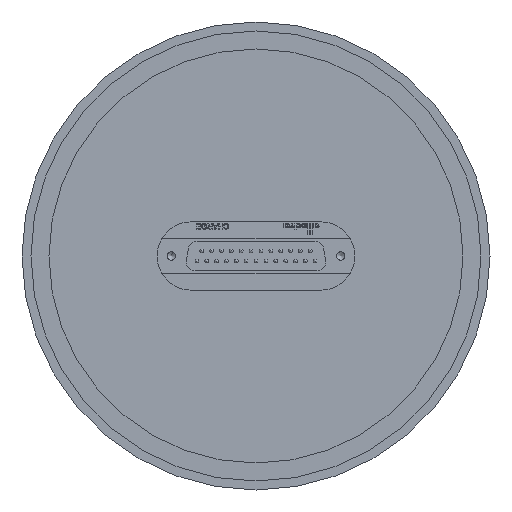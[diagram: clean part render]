
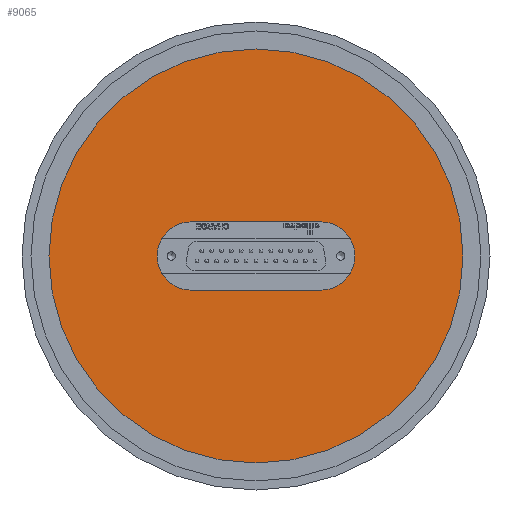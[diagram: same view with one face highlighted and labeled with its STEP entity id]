
A CAD part, front view. The second image highlights one B-rep face of the part: STEP entity #9065.
In plain terms, the highlighted planar face has unit normal (0, -1, 0).
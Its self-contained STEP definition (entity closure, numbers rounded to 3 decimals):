
#646 = EDGE_LOOP ( 'NONE', ( #6206, #9923 ) ) ;
#1140 = CIRCLE ( 'NONE', #11056, 9.5 ) ;
#1782 = EDGE_CURVE ( 'NONE', #5118, #4232, #1140, .T. ) ;
#2184 = VERTEX_POINT ( 'NONE', #5480 ) ;
#2441 = FACE_OUTER_BOUND ( 'NONE', #646, .T. ) ;
#2506 = PLANE ( 'NONE',  #4297 ) ;
#2540 = ORIENTED_EDGE ( 'NONE', *, *, #1782, .T. ) ;
#2557 = CIRCLE ( 'NONE', #8502, 9.5 ) ;
#3365 = DIRECTION ( 'NONE',  ( 0., -1., 0. ) ) ;
#3499 = CARTESIAN_POINT ( 'NONE',  ( -18., -12., -9.5 ) ) ;
#3887 = AXIS2_PLACEMENT_3D ( 'NONE', #4414, #3365, #10813 ) ;
#4033 = EDGE_CURVE ( 'NONE', #4690, #5118, #7360, .T. ) ;
#4232 = VERTEX_POINT ( 'NONE', #4477 ) ;
#4297 = AXIS2_PLACEMENT_3D ( 'NONE', #10004, #7223, #7355 ) ;
#4414 = CARTESIAN_POINT ( 'NONE',  ( 0., -12., 0. ) ) ;
#4477 = CARTESIAN_POINT ( 'NONE',  ( -18., -12., 9.5 ) ) ;
#4485 = FACE_BOUND ( 'NONE', #10157, .T. ) ;
#4574 = CARTESIAN_POINT ( 'NONE',  ( 18., -12., 0. ) ) ;
#4690 = VERTEX_POINT ( 'NONE', #11893 ) ;
#4991 = EDGE_CURVE ( 'NONE', #4232, #2184, #8622, .T. ) ;
#5118 = VERTEX_POINT ( 'NONE', #5139 ) ;
#5139 = CARTESIAN_POINT ( 'NONE',  ( -18., -12., -9.5 ) ) ;
#5480 = CARTESIAN_POINT ( 'NONE',  ( 18., -12., 9.5 ) ) ;
#6040 = DIRECTION ( 'NONE',  ( 0., -1., 0. ) ) ;
#6206 = ORIENTED_EDGE ( 'NONE', *, *, #12064, .T. ) ;
#6242 = VERTEX_POINT ( 'NONE', #8768 ) ;
#6563 = DIRECTION ( 'NONE',  ( 0., 0., 1. ) ) ;
#6937 = CIRCLE ( 'NONE', #8705, 57.5 ) ;
#7223 = DIRECTION ( 'NONE',  ( 0., -1., 0. ) ) ;
#7355 = DIRECTION ( 'NONE',  ( 0., 0., -1. ) ) ;
#7360 = LINE ( 'NONE', #3499, #9972 ) ;
#7496 = DIRECTION ( 'NONE',  ( 0., 0., 1. ) ) ;
#7708 = CARTESIAN_POINT ( 'NONE',  ( -18., -12., 9.5 ) ) ;
#7946 = EDGE_CURVE ( 'NONE', #6242, #11068, #8047, .T. ) ;
#8047 = CIRCLE ( 'NONE', #3887, 57.5 ) ;
#8476 = DIRECTION ( 'NONE',  ( 0., 1., 0. ) ) ;
#8502 = AXIS2_PLACEMENT_3D ( 'NONE', #4574, #9355, #7496 ) ;
#8622 = LINE ( 'NONE', #7708, #10789 ) ;
#8661 = ORIENTED_EDGE ( 'NONE', *, *, #11318, .T. ) ;
#8705 = AXIS2_PLACEMENT_3D ( 'NONE', #8906, #6040, #9833 ) ;
#8745 = DIRECTION ( 'NONE',  ( 1., 0., 0. ) ) ;
#8768 = CARTESIAN_POINT ( 'NONE',  ( 0., -12., 57.5 ) ) ;
#8906 = CARTESIAN_POINT ( 'NONE',  ( 0., -12., 0. ) ) ;
#9065 = ADVANCED_FACE ( 'NONE', ( #4485, #2441 ), #2506, .T. ) ;
#9293 = CARTESIAN_POINT ( 'NONE',  ( -18., -12., 0. ) ) ;
#9355 = DIRECTION ( 'NONE',  ( 0., 1., 0. ) ) ;
#9833 = DIRECTION ( 'NONE',  ( 0., 0., -1. ) ) ;
#9923 = ORIENTED_EDGE ( 'NONE', *, *, #7946, .T. ) ;
#9972 = VECTOR ( 'NONE', #11194, 1000. ) ;
#10004 = CARTESIAN_POINT ( 'NONE',  ( 0., -12., -57.5 ) ) ;
#10108 = CARTESIAN_POINT ( 'NONE',  ( 0., -12., -57.5 ) ) ;
#10157 = EDGE_LOOP ( 'NONE', ( #2540, #11193, #8661, #12170 ) ) ;
#10789 = VECTOR ( 'NONE', #8745, 1000. ) ;
#10813 = DIRECTION ( 'NONE',  ( 0., 0., -1. ) ) ;
#11056 = AXIS2_PLACEMENT_3D ( 'NONE', #9293, #8476, #6563 ) ;
#11068 = VERTEX_POINT ( 'NONE', #10108 ) ;
#11193 = ORIENTED_EDGE ( 'NONE', *, *, #4991, .T. ) ;
#11194 = DIRECTION ( 'NONE',  ( -1., 0., 0. ) ) ;
#11318 = EDGE_CURVE ( 'NONE', #2184, #4690, #2557, .T. ) ;
#11893 = CARTESIAN_POINT ( 'NONE',  ( 18., -12., -9.5 ) ) ;
#12064 = EDGE_CURVE ( 'NONE', #11068, #6242, #6937, .T. ) ;
#12170 = ORIENTED_EDGE ( 'NONE', *, *, #4033, .T. ) ;
